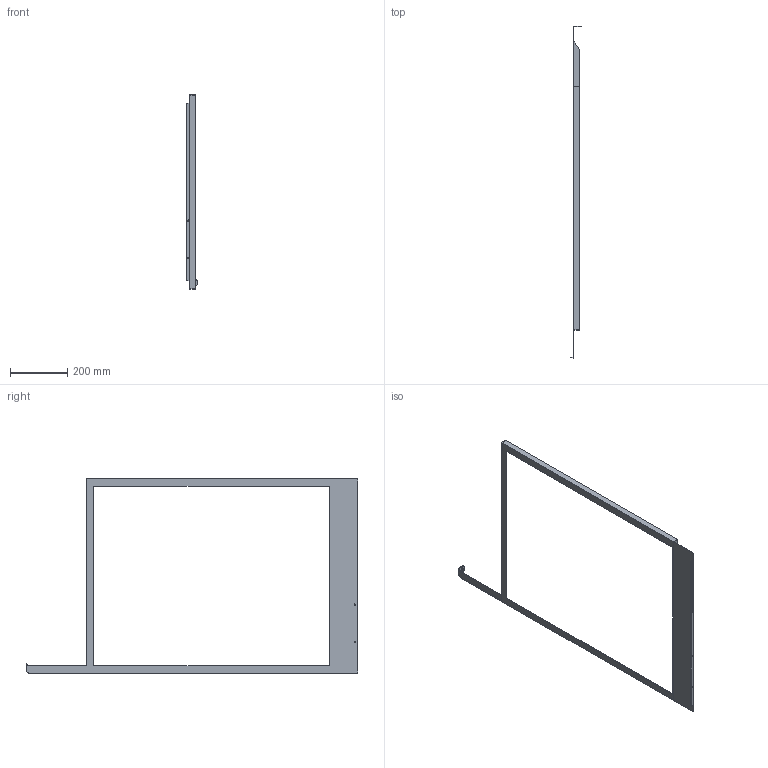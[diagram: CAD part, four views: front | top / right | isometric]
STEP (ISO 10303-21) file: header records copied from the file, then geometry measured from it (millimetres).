
FILE_DESCRIPTION((''),'2;1');
FILE_NAME('PRT0001','2022-01-31T23:08:45',('43664'),(''),'CREO PARAMETRIC BY PTC INC, 2020342','CREO PARAMETRIC BY PTC INC, 2020342','');
FILE_SCHEMA(('CONFIG_CONTROL_DESIGN'));
Length unit declared in the file: millimetre
Products named in the file (1): PRT0001
Bounding box: 39.5 x 1162 x 680 mm (x, y, z)
Volume: 404523.3 mm3; surface area: 417998.1 mm2
Topology: 1 solids, 1 shells, 41 faces, 115 edges, 76 vertices
Faces by surface type: plane 28, cylinder 13
Entity records: 1381 total; most frequent: CARTESIAN_POINT 232, ORIENTED_EDGE 230, DIRECTION 223, EDGE_CURVE 115, VECTOR 89, LINE 89, VERTEX_POINT 76, AXIS2_PLACEMENT_3D 67
